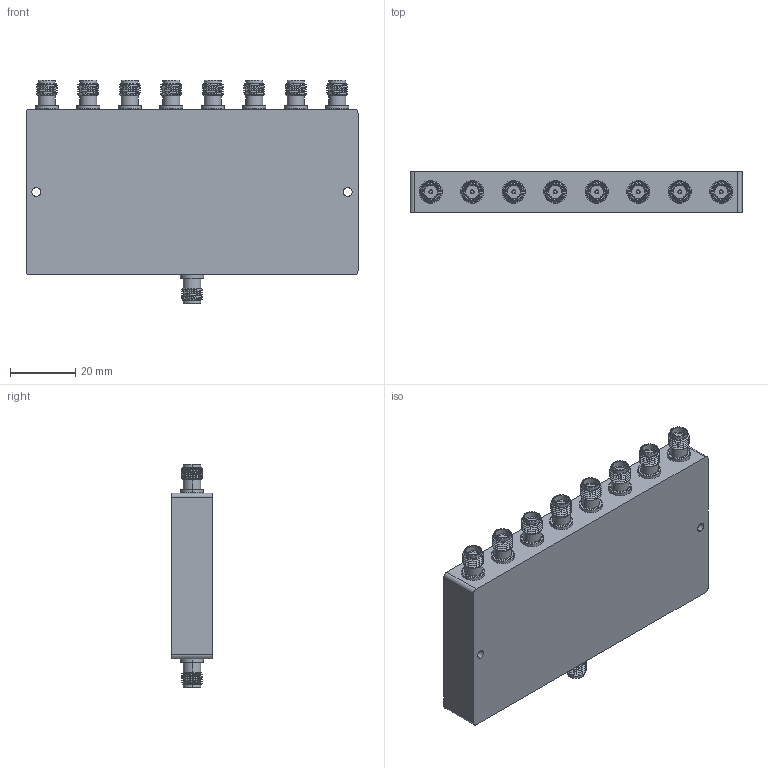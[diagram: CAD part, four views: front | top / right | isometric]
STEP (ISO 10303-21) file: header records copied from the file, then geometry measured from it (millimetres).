
FILE_DESCRIPTION (( 'STEP AP214' ), '1' );
FILE_NAME ('FMDV1282_3D.step', '2025-03-18T15:13:37', ( '' ), ( '' ), 'SwSTEP 2.0', 'SolidWorks 2022', '' );
FILE_SCHEMA (( 'AUTOMOTIVE_DESIGN' ));
Length unit declared in the file: inch
Products named in the file (3): FMDV1282_3D; Body^FMDV1282; SMA FEMALE^FMDV1282
Assembly tree (10 placements, depth 2):
  FMDV1282_3D
    Body^FMDV1282
    SMA FEMALE^FMDV1282  x9
Bounding box: 101.6 x 12.73 x 68.5 mm (x, y, z)
Volume: 67150.3 mm3; surface area: 17373.9 mm2
Topology: 10 solids, 10 shells, 1343 faces, 3471 edges, 2293 vertices
Faces by surface type: plane 605, bspline 406, cylinder 206, cone 108, torus 18
Entity records: 50857 total; most frequent: CARTESIAN_POINT 29196, ORIENTED_EDGE 5182, DIRECTION 3038, EDGE_CURVE 2591, VECTOR 1738, LINE 1738, VERTEX_POINT 1725, EDGE_LOOP 1052
